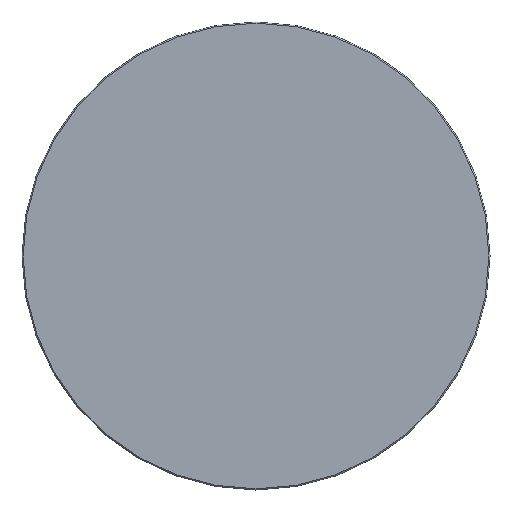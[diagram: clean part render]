
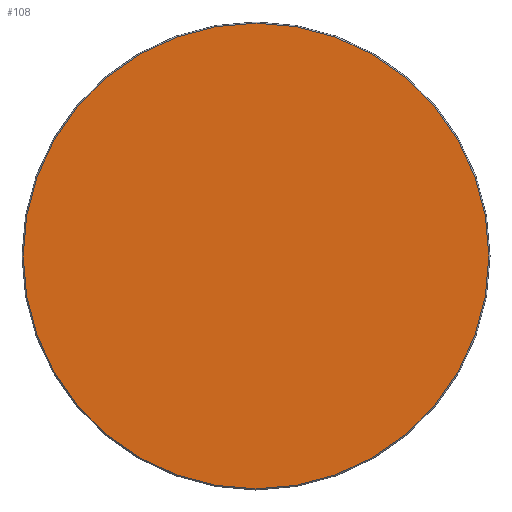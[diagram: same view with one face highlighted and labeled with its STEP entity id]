
A CAD part, left-side view. The second image highlights one B-rep face of the part: STEP entity #108.
In plain terms, the highlighted planar face has unit normal (-1, 0, 0).
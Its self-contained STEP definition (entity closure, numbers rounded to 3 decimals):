
#20 = CIRCLE ( 'NONE', #186, 49.75 ) ;
#28 = FACE_OUTER_BOUND ( 'NONE', #115, .T. ) ;
#36 = PLANE ( 'NONE',  #271 ) ;
#45 = EDGE_CURVE ( 'NONE', #235, #126, #177, .T. ) ;
#61 = ORIENTED_EDGE ( 'NONE', *, *, #45, .T. ) ;
#63 = CARTESIAN_POINT ( 'NONE',  ( -3., 0., 0. ) ) ;
#101 = DIRECTION ( 'NONE',  ( 0., 0., -1. ) ) ;
#103 = AXIS2_PLACEMENT_3D ( 'NONE', #238, #241, #154 ) ;
#104 = DIRECTION ( 'NONE',  ( 1., 0., 0. ) ) ;
#108 = ADVANCED_FACE ( 'NONE', ( #28 ), #36, .F. ) ;
#115 = EDGE_LOOP ( 'NONE', ( #147, #61 ) ) ;
#126 = VERTEX_POINT ( 'NONE', #138 ) ;
#138 = CARTESIAN_POINT ( 'NONE',  ( -3., 0., -49.75 ) ) ;
#141 = CARTESIAN_POINT ( 'NONE',  ( -3., 0., 0. ) ) ;
#147 = ORIENTED_EDGE ( 'NONE', *, *, #155, .T. ) ;
#154 = DIRECTION ( 'NONE',  ( 0., 0., -1. ) ) ;
#155 = EDGE_CURVE ( 'NONE', #126, #235, #20, .T. ) ;
#161 = DIRECTION ( 'NONE',  ( 0., 0., -1. ) ) ;
#177 = CIRCLE ( 'NONE', #103, 49.75 ) ;
#186 = AXIS2_PLACEMENT_3D ( 'NONE', #141, #267, #101 ) ;
#229 = CARTESIAN_POINT ( 'NONE',  ( -3., 0., 49.75 ) ) ;
#235 = VERTEX_POINT ( 'NONE', #229 ) ;
#238 = CARTESIAN_POINT ( 'NONE',  ( -3., 0., 0. ) ) ;
#241 = DIRECTION ( 'NONE',  ( -1., 0., 0. ) ) ;
#267 = DIRECTION ( 'NONE',  ( -1., 0., 0. ) ) ;
#271 = AXIS2_PLACEMENT_3D ( 'NONE', #63, #104, #161 ) ;
